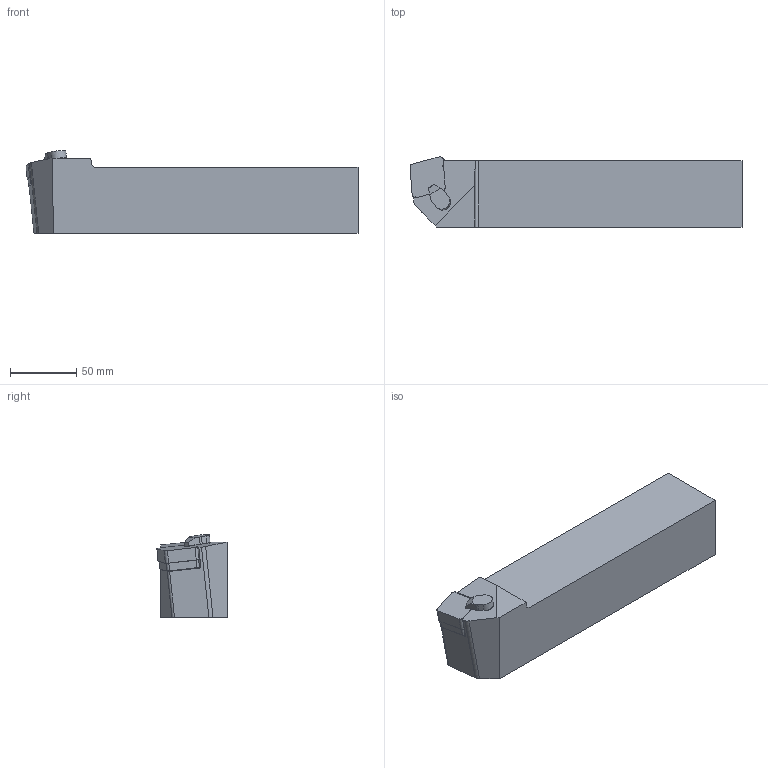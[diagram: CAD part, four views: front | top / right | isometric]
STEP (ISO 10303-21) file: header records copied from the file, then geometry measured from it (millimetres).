
FILE_DESCRIPTION(/* description */ (''),/* implementation_level */ '2;1');
FILE_NAME(/* name */ 'PCBNL-5050-S25C.stp',/* time_stamp */ '2023-09-28T15:14:32+03:00',/* author */ (''),/* organization */ (''),/* preprocessor_version */ 'ST-DEVELOPER v19.4',/* originating_system */ 'SIEMENS PLM Software NX2306.3001',/* authorisation */ '');
FILE_SCHEMA (('AUTOMOTIVE_DESIGN { 1 0 10303 214 3 1 1 1 }'));
Length unit declared in the file: millimetre
Products named in the file (1): PCBNR-5050-S25C_stp
Bounding box: 249.85 x 52.99 x 62.39 mm (x, y, z)
Volume: 615083.5 mm3; surface area: 56736.7 mm2
Topology: 2 solids, 2 shells, 68 faces, 185 edges, 119 vertices
Faces by surface type: plane 44, cylinder 18, cone 6
Entity records: 2279 total; most frequent: CARTESIAN_POINT 382, ORIENTED_EDGE 376, DIRECTION 373, EDGE_CURVE 188, LINE 141, VECTOR 141, VERTEX_POINT 125, AXIS2_PLACEMENT_3D 116
